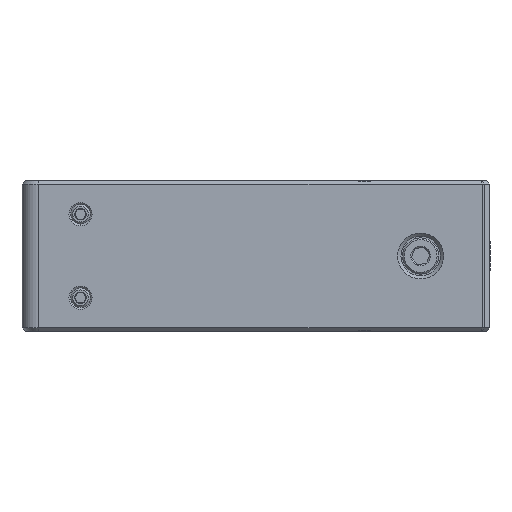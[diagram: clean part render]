
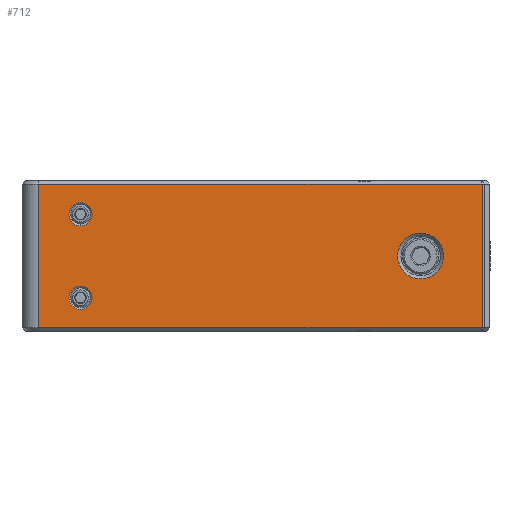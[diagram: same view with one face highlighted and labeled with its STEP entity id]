
A CAD part, left-side view. The second image highlights one B-rep face of the part: STEP entity #712.
In plain terms, the highlighted planar face has unit normal (-1, 0, 0).
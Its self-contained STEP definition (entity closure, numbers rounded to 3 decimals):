
#293 = LINE ( 'NONE', #3201, #6797 ) ;
#299 = ORIENTED_EDGE ( 'NONE', *, *, #2251, .F. ) ;
#368 = CARTESIAN_POINT ( 'NONE',  ( 10.264, -11.136, 43.418 ) ) ;
#416 = CARTESIAN_POINT ( 'NONE',  ( 10.264, 56.256, 43.418 ) ) ;
#601 = DIRECTION ( 'NONE',  ( 0., -1., 0. ) ) ;
#639 = CIRCLE ( 'NONE', #1255, 3.495 ) ;
#712 = ADVANCED_FACE ( 'NONE', ( #4321, #798, #3093, #3130 ), #4772, .F. ) ;
#798 = FACE_BOUND ( 'NONE', #6453, .T. ) ;
#940 = DIRECTION ( 'NONE',  ( 0., 0., -1. ) ) ;
#990 = DIRECTION ( 'NONE',  ( 0., 0., 1. ) ) ;
#1154 = EDGE_LOOP ( 'NONE', ( #4322 ) ) ;
#1211 = AXIS2_PLACEMENT_3D ( 'NONE', #5460, #7123, #6652 ) ;
#1255 = AXIS2_PLACEMENT_3D ( 'NONE', #6451, #2384, #601 ) ;
#1480 = AXIS2_PLACEMENT_3D ( 'NONE', #4084, #6918, #5191 ) ;
#1685 = CARTESIAN_POINT ( 'NONE',  ( 10.264, 49.906, 26.138 ) ) ;
#1787 = VECTOR ( 'NONE', #990, 1000. ) ;
#1969 = EDGE_CURVE ( 'NONE', #6722, #2879, #2195, .T. ) ;
#2195 = LINE ( 'NONE', #2274, #6542 ) ;
#2251 = EDGE_CURVE ( 'NONE', #3229, #6722, #293, .T. ) ;
#2274 = CARTESIAN_POINT ( 'NONE',  ( 10.264, 56.256, 21.558 ) ) ;
#2384 = DIRECTION ( 'NONE',  ( -1., 0., 0. ) ) ;
#2577 = CIRCLE ( 'NONE', #6868, 1.75 ) ;
#2790 = VERTEX_POINT ( 'NONE', #4026 ) ;
#2879 = VERTEX_POINT ( 'NONE', #7360 ) ;
#3092 = ORIENTED_EDGE ( 'NONE', *, *, #5127, .F. ) ;
#3093 = FACE_BOUND ( 'NONE', #5794, .T. ) ;
#3113 = CARTESIAN_POINT ( 'NONE',  ( 10.264, 6.726, 43.418 ) ) ;
#3130 = FACE_BOUND ( 'NONE', #1154, .T. ) ;
#3201 = CARTESIAN_POINT ( 'NONE',  ( 10.264, -11.136, 43.918 ) ) ;
#3229 = VERTEX_POINT ( 'NONE', #368 ) ;
#3738 = ORIENTED_EDGE ( 'NONE', *, *, #5752, .F. ) ;
#3971 = DIRECTION ( 'NONE',  ( 0., 1., 0. ) ) ;
#4021 = DIRECTION ( 'NONE',  ( 0., 0., 1. ) ) ;
#4026 = CARTESIAN_POINT ( 'NONE',  ( 10.264, -5.278, 32.488 ) ) ;
#4065 = ORIENTED_EDGE ( 'NONE', *, *, #7099, .F. ) ;
#4084 = CARTESIAN_POINT ( 'NONE',  ( 10.264, 49.906, 38.838 ) ) ;
#4189 = EDGE_CURVE ( 'NONE', #2790, #2790, #639, .T. ) ;
#4321 = FACE_OUTER_BOUND ( 'NONE', #6838, .T. ) ;
#4322 = ORIENTED_EDGE ( 'NONE', *, *, #4189, .F. ) ;
#4478 = LINE ( 'NONE', #5651, #1787 ) ;
#4524 = VERTEX_POINT ( 'NONE', #6314 ) ;
#4655 = EDGE_CURVE ( 'NONE', #5896, #3229, #5934, .T. ) ;
#4749 = VERTEX_POINT ( 'NONE', #5926 ) ;
#4772 = PLANE ( 'NONE',  #1211 ) ;
#5127 = EDGE_CURVE ( 'NONE', #4524, #4524, #7231, .T. ) ;
#5191 = DIRECTION ( 'NONE',  ( 0., 0., 1. ) ) ;
#5443 = DIRECTION ( 'NONE',  ( 0., -1., 0. ) ) ;
#5460 = CARTESIAN_POINT ( 'NONE',  ( 10.264, 56.256, 43.918 ) ) ;
#5651 = CARTESIAN_POINT ( 'NONE',  ( 10.264, 56.256, 43.918 ) ) ;
#5752 = EDGE_CURVE ( 'NONE', #4749, #4749, #2577, .T. ) ;
#5794 = EDGE_LOOP ( 'NONE', ( #3092 ) ) ;
#5859 = ORIENTED_EDGE ( 'NONE', *, *, #4655, .F. ) ;
#5896 = VERTEX_POINT ( 'NONE', #416 ) ;
#5926 = CARTESIAN_POINT ( 'NONE',  ( 10.264, 49.906, 27.888 ) ) ;
#5934 = LINE ( 'NONE', #3113, #6513 ) ;
#6314 = CARTESIAN_POINT ( 'NONE',  ( 10.264, 49.906, 40.588 ) ) ;
#6451 = CARTESIAN_POINT ( 'NONE',  ( 10.264, -1.783, 32.488 ) ) ;
#6453 = EDGE_LOOP ( 'NONE', ( #3738 ) ) ;
#6513 = VECTOR ( 'NONE', #5443, 1000. ) ;
#6542 = VECTOR ( 'NONE', #3971, 1000. ) ;
#6652 = DIRECTION ( 'NONE',  ( 0., 0., -1. ) ) ;
#6679 = CARTESIAN_POINT ( 'NONE',  ( 10.264, -11.136, 21.558 ) ) ;
#6722 = VERTEX_POINT ( 'NONE', #6679 ) ;
#6797 = VECTOR ( 'NONE', #940, 1000. ) ;
#6838 = EDGE_LOOP ( 'NONE', ( #7115, #299, #5859, #4065 ) ) ;
#6868 = AXIS2_PLACEMENT_3D ( 'NONE', #1685, #7559, #4021 ) ;
#6918 = DIRECTION ( 'NONE',  ( -1., 0., 0. ) ) ;
#7099 = EDGE_CURVE ( 'NONE', #2879, #5896, #4478, .T. ) ;
#7115 = ORIENTED_EDGE ( 'NONE', *, *, #1969, .F. ) ;
#7123 = DIRECTION ( 'NONE',  ( 1., 0., 0. ) ) ;
#7231 = CIRCLE ( 'NONE', #1480, 1.75 ) ;
#7360 = CARTESIAN_POINT ( 'NONE',  ( 10.264, 56.256, 21.558 ) ) ;
#7559 = DIRECTION ( 'NONE',  ( -1., 0., 0. ) ) ;
